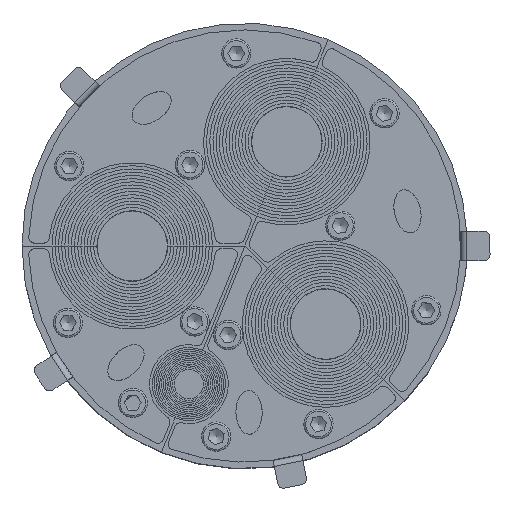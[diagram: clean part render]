
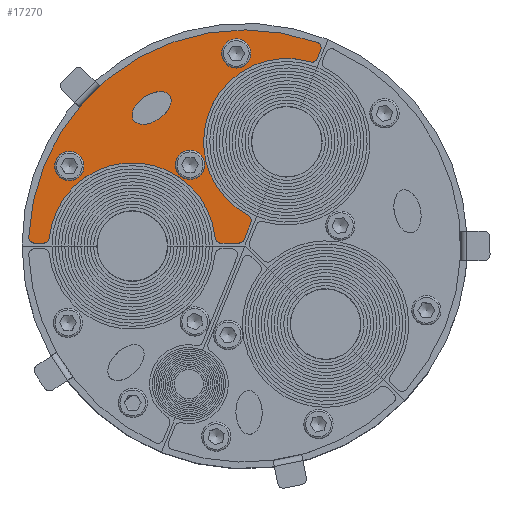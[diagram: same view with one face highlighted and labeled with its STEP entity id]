
A CAD part, top view. The second image highlights one B-rep face of the part: STEP entity #17270.
In plain terms, the highlighted planar face has unit normal (0, 0, 1).
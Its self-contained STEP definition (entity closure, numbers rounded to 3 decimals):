
#146=ELLIPSE('',#18443,7.5,4.5);
#211=FACE_BOUND('',#2237,.T.);
#212=FACE_BOUND('',#2238,.T.);
#213=FACE_BOUND('',#2239,.T.);
#214=FACE_BOUND('',#2240,.T.);
#364=PLANE('',#18448);
#1154=FACE_OUTER_BOUND('',#2236,.T.);
#2236=EDGE_LOOP('',(#11203,#11204,#11205,#11206,#11207,#11208,#11209,#11210,
#11211,#11212,#11213,#11214,#11215,#11216));
#2237=EDGE_LOOP('',(#11217));
#2238=EDGE_LOOP('',(#11218));
#2239=EDGE_LOOP('',(#11219));
#2240=EDGE_LOOP('',(#11220));
#3464=LINE('',#25691,#4968);
#3467=LINE('',#25701,#4971);
#3468=LINE('',#25709,#4972);
#3469=LINE('',#25713,#4973);
#4968=VECTOR('',#20421,10.);
#4971=VECTOR('',#20430,10.);
#4972=VECTOR('',#20437,10.);
#4973=VECTOR('',#20440,10.);
#6468=CIRCLE('',#18435,3.25);
#6470=CIRCLE('',#18438,3.25);
#6472=CIRCLE('',#18441,3.25);
#6473=CIRCLE('',#18445,2.);
#6475=CIRCLE('',#18449,74.);
#6476=CIRCLE('',#18450,2.);
#6477=CIRCLE('',#18451,2.);
#6478=CIRCLE('',#18452,28.5);
#6479=CIRCLE('',#18453,2.);
#6480=CIRCLE('',#18454,2.);
#6481=CIRCLE('',#18455,2.);
#6482=CIRCLE('',#18456,28.5);
#6483=CIRCLE('',#18457,2.);
#7276=VERTEX_POINT('',#25642);
#7278=VERTEX_POINT('',#25648);
#7280=VERTEX_POINT('',#25654);
#7282=VERTEX_POINT('',#25677);
#7283=VERTEX_POINT('',#25681);
#7284=VERTEX_POINT('',#25682);
#7287=VERTEX_POINT('',#25690);
#7289=VERTEX_POINT('',#25696);
#7290=VERTEX_POINT('',#25698);
#7291=VERTEX_POINT('',#25700);
#7292=VERTEX_POINT('',#25702);
#7293=VERTEX_POINT('',#25704);
#7294=VERTEX_POINT('',#25706);
#7295=VERTEX_POINT('',#25708);
#7296=VERTEX_POINT('',#25710);
#7297=VERTEX_POINT('',#25712);
#7298=VERTEX_POINT('',#25714);
#7299=VERTEX_POINT('',#25716);
#8734=EDGE_CURVE('',#7276,#7276,#6468,.T.);
#8737=EDGE_CURVE('',#7278,#7278,#6470,.T.);
#8740=EDGE_CURVE('',#7280,#7280,#6472,.T.);
#8743=EDGE_CURVE('',#7282,#7282,#146,.T.);
#8744=EDGE_CURVE('',#7283,#7284,#6473,.T.);
#8748=EDGE_CURVE('',#7287,#7284,#3464,.F.);
#8751=EDGE_CURVE('',#7283,#7289,#6475,.F.);
#8752=EDGE_CURVE('',#7290,#7289,#6476,.T.);
#8753=EDGE_CURVE('',#7290,#7291,#3467,.F.);
#8754=EDGE_CURVE('',#7292,#7291,#6477,.T.);
#8755=EDGE_CURVE('',#7292,#7293,#6478,.F.);
#8756=EDGE_CURVE('',#7294,#7293,#6479,.T.);
#8757=EDGE_CURVE('',#7294,#7295,#3468,.F.);
#8758=EDGE_CURVE('',#7296,#7295,#6480,.T.);
#8759=EDGE_CURVE('',#7296,#7297,#3469,.F.);
#8760=EDGE_CURVE('',#7298,#7297,#6481,.T.);
#8761=EDGE_CURVE('',#7298,#7299,#6482,.F.);
#8762=EDGE_CURVE('',#7287,#7299,#6483,.T.);
#11203=ORIENTED_EDGE('',*,*,#8744,.F.);
#11204=ORIENTED_EDGE('',*,*,#8751,.T.);
#11205=ORIENTED_EDGE('',*,*,#8752,.F.);
#11206=ORIENTED_EDGE('',*,*,#8753,.T.);
#11207=ORIENTED_EDGE('',*,*,#8754,.F.);
#11208=ORIENTED_EDGE('',*,*,#8755,.T.);
#11209=ORIENTED_EDGE('',*,*,#8756,.F.);
#11210=ORIENTED_EDGE('',*,*,#8757,.T.);
#11211=ORIENTED_EDGE('',*,*,#8758,.F.);
#11212=ORIENTED_EDGE('',*,*,#8759,.T.);
#11213=ORIENTED_EDGE('',*,*,#8760,.F.);
#11214=ORIENTED_EDGE('',*,*,#8761,.T.);
#11215=ORIENTED_EDGE('',*,*,#8762,.F.);
#11216=ORIENTED_EDGE('',*,*,#8748,.T.);
#11217=ORIENTED_EDGE('',*,*,#8734,.T.);
#11218=ORIENTED_EDGE('',*,*,#8737,.T.);
#11219=ORIENTED_EDGE('',*,*,#8740,.T.);
#11220=ORIENTED_EDGE('',*,*,#8743,.T.);
#17270=ADVANCED_FACE('',(#1154,#211,#212,#213,#214),#364,.T.);
#18435=AXIS2_PLACEMENT_3D('',#25644,#20390,#20391);
#18438=AXIS2_PLACEMENT_3D('',#25650,#20397,#20398);
#18441=AXIS2_PLACEMENT_3D('',#25656,#20404,#20405);
#18443=AXIS2_PLACEMENT_3D('',#25679,#20409,#20410);
#18445=AXIS2_PLACEMENT_3D('',#25683,#20413,#20414);
#18448=AXIS2_PLACEMENT_3D('',#25695,#20424,#20425);
#18449=AXIS2_PLACEMENT_3D('',#25697,#20426,#20427);
#18450=AXIS2_PLACEMENT_3D('',#25699,#20428,#20429);
#18451=AXIS2_PLACEMENT_3D('',#25703,#20431,#20432);
#18452=AXIS2_PLACEMENT_3D('',#25705,#20433,#20434);
#18453=AXIS2_PLACEMENT_3D('',#25707,#20435,#20436);
#18454=AXIS2_PLACEMENT_3D('',#25711,#20438,#20439);
#18455=AXIS2_PLACEMENT_3D('',#25715,#20441,#20442);
#18456=AXIS2_PLACEMENT_3D('',#25717,#20443,#20444);
#18457=AXIS2_PLACEMENT_3D('',#25718,#20445,#20446);
#20390=DIRECTION('center_axis',(0.,0.,
-1.));
#20391=DIRECTION('ref_axis',(1.,0.,0.));
#20397=DIRECTION('center_axis',(0.,0.,
-1.));
#20398=DIRECTION('ref_axis',(1.,0.,0.));
#20404=DIRECTION('center_axis',(0.,0.,
-1.));
#20405=DIRECTION('ref_axis',(1.,0.,0.));
#20409=DIRECTION('center_axis',(0.,0.,
-1.));
#20410=DIRECTION('ref_axis',(-0.829,-0.559,0.));
#20413=DIRECTION('center_axis',(0.,0.,
-1.));
#20414=DIRECTION('ref_axis',(0.912,0.41,0.));
#20421=DIRECTION('',(-0.375,-0.927,0.));
#20424=DIRECTION('center_axis',(0.,0.,
1.));
#20425=DIRECTION('ref_axis',(1.,0.,0.));
#20426=DIRECTION('center_axis',(0.,0.,
-1.));
#20427=DIRECTION('ref_axis',(1.,0.,0.));
#20428=DIRECTION('center_axis',(0.,0.,
-1.));
#20429=DIRECTION('ref_axis',(-0.722,-0.692,0.));
#20430=DIRECTION('',(-1.,0.,0.));
#20431=DIRECTION('center_axis',(0.,0.,
-1.));
#20432=DIRECTION('ref_axis',(0.671,-0.741,0.));
#20433=DIRECTION('center_axis',(0.,0.,
1.));
#20434=DIRECTION('ref_axis',(-1.,0.,0.));
#20435=DIRECTION('center_axis',(0.,0.,
-1.));
#20436=DIRECTION('ref_axis',(-0.671,-0.741,0.));
#20437=DIRECTION('',(-1.,0.,0.));
#20438=DIRECTION('center_axis',(0.,0.,
-1.));
#20439=DIRECTION('ref_axis',(0.559,-0.829,0.));
#20440=DIRECTION('',(-0.375,-0.927,0.));
#20441=DIRECTION('center_axis',(0.,0.,
-1.));
#20442=DIRECTION('ref_axis',(0.939,0.345,0.));
#20443=DIRECTION('center_axis',(0.,0.,
1.));
#20444=DIRECTION('ref_axis',(-1.,0.,0.));
#20445=DIRECTION('center_axis',(0.,0.,
-1.));
#20446=DIRECTION('ref_axis',(0.436,-0.9,0.));
#25642=CARTESIAN_POINT('',(-21.983,27.773,74.));
#25644=CARTESIAN_POINT('Origin',(-18.733,27.773,74.));
#25648=CARTESIAN_POINT('',(-6.129,65.937,74.));
#25650=CARTESIAN_POINT('Origin',(-2.879,65.937,74.));
#25654=CARTESIAN_POINT('',(-63.307,27.37,74.));
#25656=CARTESIAN_POINT('Origin',(-60.057,27.37,74.));
#25677=CARTESIAN_POINT('',(-25.656,51.449,74.));
#25679=CARTESIAN_POINT('Origin',(-31.874,47.255,74.));
#25681=CARTESIAN_POINT('',(24.838,69.707,74.));
#25682=CARTESIAN_POINT('',(26.021,67.074,74.));
#25683=CARTESIAN_POINT('Origin',(24.167,67.823,74.));
#25690=CARTESIAN_POINT('',(24.865,64.213,74.));
#25691=CARTESIAN_POINT('',(16.075,42.457,74.));
#25695=CARTESIAN_POINT('Origin',(-24.775,36.73,74.));
#25696=CARTESIAN_POINT('',(-73.936,3.083,74.));
#25697=CARTESIAN_POINT('Origin',(0.,0.,
74.));
#25698=CARTESIAN_POINT('',(-71.937,1.,74.));
#25699=CARTESIAN_POINT('Origin',(-71.937,3.,74.));
#25700=CARTESIAN_POINT('',(-68.852,1.,74.));
#25701=CARTESIAN_POINT('',(-49.637,1.,74.));
#25702=CARTESIAN_POINT('',(-66.862,2.803,74.));
#25703=CARTESIAN_POINT('Origin',(-68.852,3.,74.));
#25704=CARTESIAN_POINT('',(-10.138,2.803,74.));
#25705=CARTESIAN_POINT('Origin',(-38.5,0.,
74.));
#25706=CARTESIAN_POINT('',(-8.148,1.,74.));
#25707=CARTESIAN_POINT('Origin',(-8.148,3.,74.));
#25708=CARTESIAN_POINT('',(-2.024,1.,74.));
#25709=CARTESIAN_POINT('',(-17.887,1.,74.));
#25710=CARTESIAN_POINT('',(-0.169,2.251,74.));
#25711=CARTESIAN_POINT('Origin',(-2.024,3.,74.));
#25712=CARTESIAN_POINT('',(2.125,7.929,74.));
#25713=CARTESIAN_POINT('',(3.713,11.86,74.));
#25714=CARTESIAN_POINT('',(1.199,10.45,74.));
#25715=CARTESIAN_POINT('Origin',(0.271,8.678,74.));
#25716=CARTESIAN_POINT('',(22.448,63.043,74.));
#25717=CARTESIAN_POINT('Origin',(14.422,35.697,74.));
#25718=CARTESIAN_POINT('Origin',(23.011,64.962,74.));
